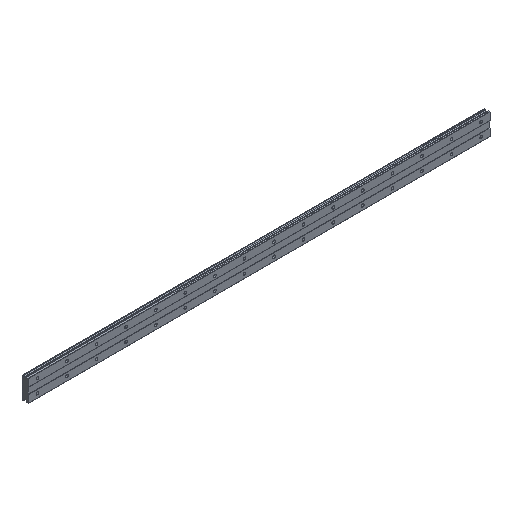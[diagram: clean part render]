
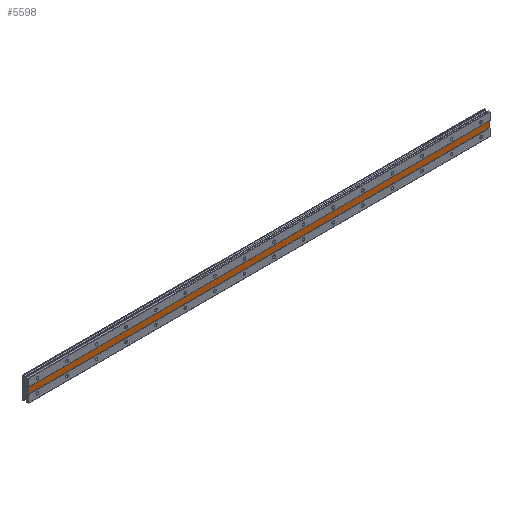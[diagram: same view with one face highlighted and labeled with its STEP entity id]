
A CAD part, isometric view. The second image highlights one B-rep face of the part: STEP entity #5598.
In plain terms, the highlighted planar face has unit normal (0, -1, 0).
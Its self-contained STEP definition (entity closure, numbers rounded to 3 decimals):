
#17 = ORIENTED_EDGE ( 'NONE', *, *, #3200, .F. ) ;
#110 = CARTESIAN_POINT ( 'NONE',  ( 765., 0.5, 5. ) ) ;
#135 = VERTEX_POINT ( 'NONE', #4430 ) ;
#223 = VERTEX_POINT ( 'NONE', #4151 ) ;
#293 = VECTOR ( 'NONE', #2025, 1000. ) ;
#603 = LINE ( 'NONE', #5262, #293 ) ;
#814 = LINE ( 'NONE', #4126, #6009 ) ;
#1124 = EDGE_CURVE ( 'NONE', #5999, #2348, #3487, .T. ) ;
#1144 = CARTESIAN_POINT ( 'NONE',  ( 765., 0.5, 18.34 ) ) ;
#1195 = ORIENTED_EDGE ( 'NONE', *, *, #3457, .T. ) ;
#1303 = CARTESIAN_POINT ( 'NONE',  ( 765., 0.5, 5. ) ) ;
#1502 = DIRECTION ( 'NONE',  ( 1., 0., 0. ) ) ;
#1571 = VECTOR ( 'NONE', #1502, 1000. ) ;
#2025 = DIRECTION ( 'NONE',  ( 1., 0., 0. ) ) ;
#2212 = EDGE_LOOP ( 'NONE', ( #4621, #4758, #17, #1195 ) ) ;
#2292 = DIRECTION ( 'NONE',  ( 0., 1., 0. ) ) ;
#2348 = VERTEX_POINT ( 'NONE', #4242 ) ;
#2513 = LINE ( 'NONE', #110, #1571 ) ;
#2688 = DIRECTION ( 'NONE',  ( 0., 0., 1. ) ) ;
#3008 = VECTOR ( 'NONE', #3551, 1000. ) ;
#3187 = DIRECTION ( 'NONE',  ( 0., 0., -1. ) ) ;
#3189 = EDGE_CURVE ( 'NONE', #223, #2348, #603, .T. ) ;
#3200 = EDGE_CURVE ( 'NONE', #135, #5999, #2513, .T. ) ;
#3457 = EDGE_CURVE ( 'NONE', #135, #223, #814, .T. ) ;
#3487 = LINE ( 'NONE', #1144, #3008 ) ;
#3551 = DIRECTION ( 'NONE',  ( 0., 0., -1. ) ) ;
#3868 = AXIS2_PLACEMENT_3D ( 'NONE', #1303, #2292, #2688 ) ;
#4122 = FACE_OUTER_BOUND ( 'NONE', #2212, .T. ) ;
#4126 = CARTESIAN_POINT ( 'NONE',  ( -15., 0.5, 18.34 ) ) ;
#4151 = CARTESIAN_POINT ( 'NONE',  ( -15., 0.5, -5. ) ) ;
#4242 = CARTESIAN_POINT ( 'NONE',  ( 765., 0.5, -5. ) ) ;
#4430 = CARTESIAN_POINT ( 'NONE',  ( -15., 0.5, 5. ) ) ;
#4621 = ORIENTED_EDGE ( 'NONE', *, *, #3189, .T. ) ;
#4748 = CARTESIAN_POINT ( 'NONE',  ( 765., 0.5, 5. ) ) ;
#4758 = ORIENTED_EDGE ( 'NONE', *, *, #1124, .F. ) ;
#5157 = PLANE ( 'NONE',  #3868 ) ;
#5262 = CARTESIAN_POINT ( 'NONE',  ( 765., 0.5, -5. ) ) ;
#5598 = ADVANCED_FACE ( 'NONE', ( #4122 ), #5157, .F. ) ;
#5999 = VERTEX_POINT ( 'NONE', #4748 ) ;
#6009 = VECTOR ( 'NONE', #3187, 1000. ) ;
